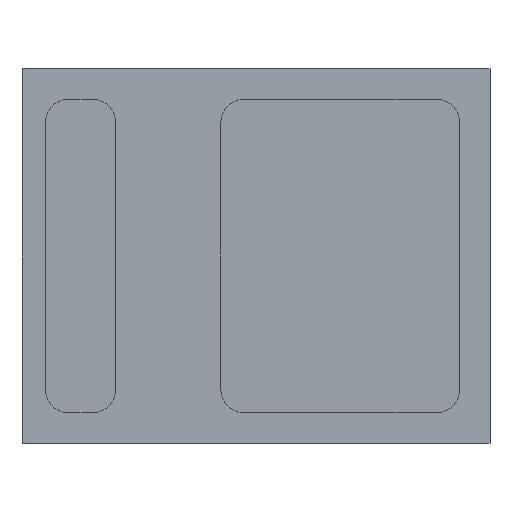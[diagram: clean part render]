
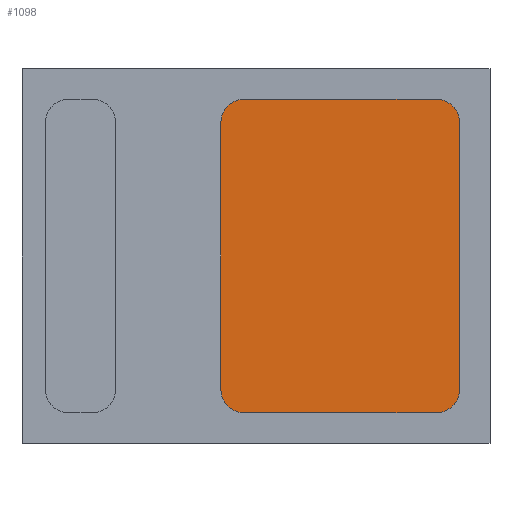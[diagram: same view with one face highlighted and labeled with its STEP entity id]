
A CAD part, front view. The second image highlights one B-rep face of the part: STEP entity #1098.
In plain terms, the highlighted planar face has unit normal (0, -1, 0).
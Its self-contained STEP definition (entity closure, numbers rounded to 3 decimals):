
#98 = CARTESIAN_POINT ( 'NONE',  ( 0.87, 0., -0.57 ) ) ;
#104 = CARTESIAN_POINT ( 'NONE',  ( 0.77, 0., -0.57 ) ) ;
#493 = DIRECTION ( 'NONE',  ( -1., 0., 0. ) ) ;
#698 = VERTEX_POINT ( 'NONE', #1197 ) ;
#855 = EDGE_CURVE ( 'NONE', #3451, #1201, #6726, .T. ) ;
#884 = AXIS2_PLACEMENT_3D ( 'NONE', #5203, #5849, #2818 ) ;
#937 = CARTESIAN_POINT ( 'NONE',  ( -0.05, 0., 0.57 ) ) ;
#1098 = ADVANCED_FACE ( 'NONE', ( #5552 ), #6481, .T. ) ;
#1197 = CARTESIAN_POINT ( 'NONE',  ( 0.77, 0., 0.67 ) ) ;
#1201 = VERTEX_POINT ( 'NONE', #4071 ) ;
#1236 = VERTEX_POINT ( 'NONE', #7789 ) ;
#1237 = DIRECTION ( 'NONE',  ( 1., 0., 0. ) ) ;
#1582 = CIRCLE ( 'NONE', #2703, 0.1 ) ;
#1604 = LINE ( 'NONE', #5525, #4098 ) ;
#1744 = EDGE_CURVE ( 'NONE', #698, #5498, #2764, .T. ) ;
#1896 = EDGE_CURVE ( 'NONE', #2580, #6111, #7446, .T. ) ;
#1904 = CIRCLE ( 'NONE', #2201, 0.1 ) ;
#1943 = EDGE_LOOP ( 'NONE', ( #5282, #5442, #3323, #2369, #4692, #6388, #7367, #5518 ) ) ;
#1956 = EDGE_CURVE ( 'NONE', #1236, #7429, #1604, .T. ) ;
#2201 = AXIS2_PLACEMENT_3D ( 'NONE', #3852, #4411, #2620 ) ;
#2369 = ORIENTED_EDGE ( 'NONE', *, *, #1896, .T. ) ;
#2580 = VERTEX_POINT ( 'NONE', #98 ) ;
#2608 = CIRCLE ( 'NONE', #5536, 0.1 ) ;
#2620 = DIRECTION ( 'NONE',  ( 1., 0., 0. ) ) ;
#2703 = AXIS2_PLACEMENT_3D ( 'NONE', #937, #3924, #5230 ) ;
#2764 = LINE ( 'NONE', #7826, #3143 ) ;
#2818 = DIRECTION ( 'NONE',  ( -1., 0., 0. ) ) ;
#3050 = DIRECTION ( 'NONE',  ( 1., 0., 0. ) ) ;
#3143 = VECTOR ( 'NONE', #493, 1000. ) ;
#3224 = DIRECTION ( 'NONE',  ( 0., 1., 0. ) ) ;
#3323 = ORIENTED_EDGE ( 'NONE', *, *, #6456, .F. ) ;
#3451 = VERTEX_POINT ( 'NONE', #5176 ) ;
#3852 = CARTESIAN_POINT ( 'NONE',  ( -0.05, 0., -0.57 ) ) ;
#3924 = DIRECTION ( 'NONE',  ( 0., 1., 0. ) ) ;
#3990 = CIRCLE ( 'NONE', #5566, 0.1 ) ;
#4041 = CARTESIAN_POINT ( 'NONE',  ( 0.87, 0., 0.57 ) ) ;
#4071 = CARTESIAN_POINT ( 'NONE',  ( 0.77, 0., -0.67 ) ) ;
#4098 = VECTOR ( 'NONE', #6690, 1000. ) ;
#4119 = CARTESIAN_POINT ( 'NONE',  ( -0.15, 0., -0.57 ) ) ;
#4186 = VECTOR ( 'NONE', #7323, 1000. ) ;
#4411 = DIRECTION ( 'NONE',  ( 0., 1., 0. ) ) ;
#4510 = EDGE_CURVE ( 'NONE', #698, #6111, #2608, .T. ) ;
#4692 = ORIENTED_EDGE ( 'NONE', *, *, #4510, .F. ) ;
#5176 = CARTESIAN_POINT ( 'NONE',  ( -0.05, 0., -0.67 ) ) ;
#5203 = CARTESIAN_POINT ( 'NONE',  ( 0.77, 0., -0.57 ) ) ;
#5230 = DIRECTION ( 'NONE',  ( 1., 0., 0. ) ) ;
#5282 = ORIENTED_EDGE ( 'NONE', *, *, #5895, .F. ) ;
#5442 = ORIENTED_EDGE ( 'NONE', *, *, #855, .T. ) ;
#5498 = VERTEX_POINT ( 'NONE', #6547 ) ;
#5518 = ORIENTED_EDGE ( 'NONE', *, *, #1956, .T. ) ;
#5525 = CARTESIAN_POINT ( 'NONE',  ( -0.15, 0., 0.57 ) ) ;
#5536 = AXIS2_PLACEMENT_3D ( 'NONE', #6750, #6727, #3050 ) ;
#5552 = FACE_OUTER_BOUND ( 'NONE', #1943, .T. ) ;
#5566 = AXIS2_PLACEMENT_3D ( 'NONE', #104, #3224, #7498 ) ;
#5849 = DIRECTION ( 'NONE',  ( 0., -1., 0. ) ) ;
#5895 = EDGE_CURVE ( 'NONE', #3451, #7429, #1904, .T. ) ;
#6111 = VERTEX_POINT ( 'NONE', #4041 ) ;
#6152 = CARTESIAN_POINT ( 'NONE',  ( 0.87, 0., -0.57 ) ) ;
#6345 = VECTOR ( 'NONE', #1237, 1000. ) ;
#6388 = ORIENTED_EDGE ( 'NONE', *, *, #1744, .T. ) ;
#6456 = EDGE_CURVE ( 'NONE', #2580, #1201, #3990, .T. ) ;
#6481 = PLANE ( 'NONE',  #884 ) ;
#6547 = CARTESIAN_POINT ( 'NONE',  ( -0.05, 0., 0.67 ) ) ;
#6563 = EDGE_CURVE ( 'NONE', #1236, #5498, #1582, .T. ) ;
#6690 = DIRECTION ( 'NONE',  ( 0., 0., -1. ) ) ;
#6707 = CARTESIAN_POINT ( 'NONE',  ( -0.05, 0., -0.67 ) ) ;
#6726 = LINE ( 'NONE', #6707, #6345 ) ;
#6727 = DIRECTION ( 'NONE',  ( 0., 1., 0. ) ) ;
#6750 = CARTESIAN_POINT ( 'NONE',  ( 0.77, 0., 0.57 ) ) ;
#7323 = DIRECTION ( 'NONE',  ( 0., 0., 1. ) ) ;
#7367 = ORIENTED_EDGE ( 'NONE', *, *, #6563, .F. ) ;
#7429 = VERTEX_POINT ( 'NONE', #4119 ) ;
#7446 = LINE ( 'NONE', #6152, #4186 ) ;
#7498 = DIRECTION ( 'NONE',  ( 1., 0., 0. ) ) ;
#7789 = CARTESIAN_POINT ( 'NONE',  ( -0.15, 0., 0.57 ) ) ;
#7826 = CARTESIAN_POINT ( 'NONE',  ( 0.77, 0., 0.67 ) ) ;
